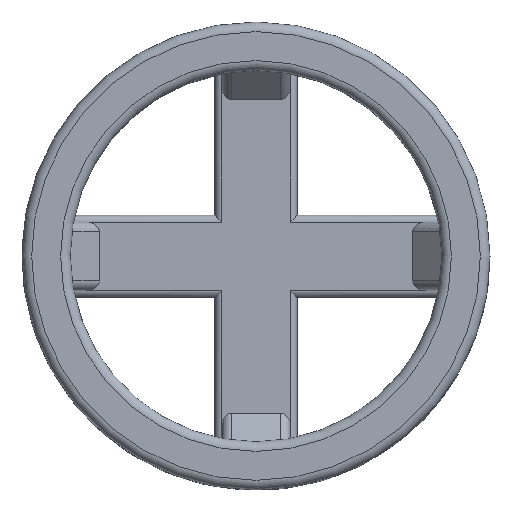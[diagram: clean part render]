
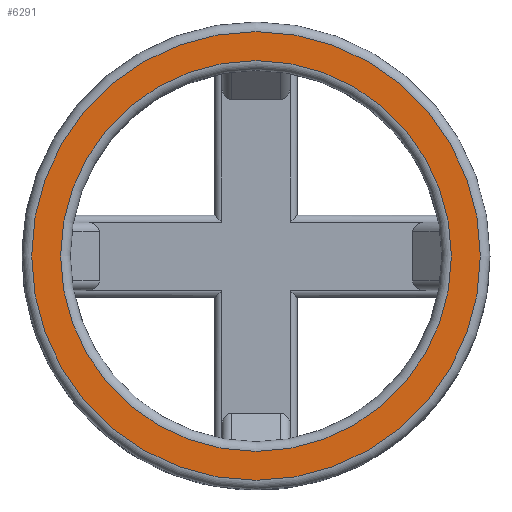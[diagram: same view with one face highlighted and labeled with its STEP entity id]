
A CAD part, top view. The second image highlights one B-rep face of the part: STEP entity #6291.
In plain terms, the highlighted planar face has unit normal (0, 0, 1).
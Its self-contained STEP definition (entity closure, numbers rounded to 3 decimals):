
#1203 = TOROIDAL_SURFACE('',#1204,20.25,1.);
#1204 = AXIS2_PLACEMENT_3D('',#1205,#1206,#1207);
#1205 = CARTESIAN_POINT('',(0.,0.,21.));
#1206 = DIRECTION('',(0.,0.,1.));
#1207 = DIRECTION('',(1.,0.,-0.));
#5050 = VERTEX_POINT('',#5051);
#5051 = CARTESIAN_POINT('',(20.25,0.,22.));
#5071 = EDGE_CURVE('',#5050,#5050,#5072,.T.);
#5072 = SURFACE_CURVE('',#5073,(#5078,#5085),.PCURVE_S1.);
#5073 = CIRCLE('',#5074,20.25);
#5074 = AXIS2_PLACEMENT_3D('',#5075,#5076,#5077);
#5075 = CARTESIAN_POINT('',(0.,0.,22.));
#5076 = DIRECTION('',(0.,0.,1.));
#5077 = DIRECTION('',(1.,0.,-0.));
#5078 = PCURVE('',#1203,#5079);
#5079 = DEFINITIONAL_REPRESENTATION('',(#5080),#5084);
#5080 = LINE('',#5081,#5082);
#5081 = CARTESIAN_POINT('',(0.,1.571));
#5082 = VECTOR('',#5083,1.);
#5083 = DIRECTION('',(1.,0.));
#5084 = ( GEOMETRIC_REPRESENTATION_CONTEXT(2) 
PARAMETRIC_REPRESENTATION_CONTEXT() REPRESENTATION_CONTEXT('2D SPACE',''
  ) );
#5085 = PCURVE('',#5086,#5091);
#5086 = PLANE('',#5087);
#5087 = AXIS2_PLACEMENT_3D('',#5088,#5089,#5090);
#5088 = CARTESIAN_POINT('',(0.,0.,22.)
  );
#5089 = DIRECTION('',(0.,0.,1.));
#5090 = DIRECTION('',(1.,0.,-0.));
#5091 = DEFINITIONAL_REPRESENTATION('',(#5092),#5096);
#5092 = CIRCLE('',#5093,20.25);
#5093 = AXIS2_PLACEMENT_2D('',#5094,#5095);
#5094 = CARTESIAN_POINT('',(0.,0.));
#5095 = DIRECTION('',(1.,0.));
#5096 = ( GEOMETRIC_REPRESENTATION_CONTEXT(2) 
PARAMETRIC_REPRESENTATION_CONTEXT() REPRESENTATION_CONTEXT('2D SPACE',''
  ) );
#6291 = ADVANCED_FACE('',(#6292,#6323),#5086,.T.);
#6292 = FACE_BOUND('',#6293,.T.);
#6293 = EDGE_LOOP('',(#6294));
#6294 = ORIENTED_EDGE('',*,*,#6295,.T.);
#6295 = EDGE_CURVE('',#6296,#6296,#6298,.T.);
#6296 = VERTEX_POINT('',#6297);
#6297 = CARTESIAN_POINT('',(23.25,0.,22.));
#6298 = SURFACE_CURVE('',#6299,(#6304,#6311),.PCURVE_S1.);
#6299 = CIRCLE('',#6300,23.25);
#6300 = AXIS2_PLACEMENT_3D('',#6301,#6302,#6303);
#6301 = CARTESIAN_POINT('',(0.,0.,22.));
#6302 = DIRECTION('',(0.,0.,1.));
#6303 = DIRECTION('',(1.,0.,-0.));
#6304 = PCURVE('',#5086,#6305);
#6305 = DEFINITIONAL_REPRESENTATION('',(#6306),#6310);
#6306 = CIRCLE('',#6307,23.25);
#6307 = AXIS2_PLACEMENT_2D('',#6308,#6309);
#6308 = CARTESIAN_POINT('',(0.,0.));
#6309 = DIRECTION('',(1.,0.));
#6310 = ( GEOMETRIC_REPRESENTATION_CONTEXT(2) 
PARAMETRIC_REPRESENTATION_CONTEXT() REPRESENTATION_CONTEXT('2D SPACE',''
  ) );
#6311 = PCURVE('',#6312,#6317);
#6312 = TOROIDAL_SURFACE('',#6313,23.25,1.);
#6313 = AXIS2_PLACEMENT_3D('',#6314,#6315,#6316);
#6314 = CARTESIAN_POINT('',(0.,0.,21.));
#6315 = DIRECTION('',(0.,0.,1.));
#6316 = DIRECTION('',(1.,0.,-0.));
#6317 = DEFINITIONAL_REPRESENTATION('',(#6318),#6322);
#6318 = LINE('',#6319,#6320);
#6319 = CARTESIAN_POINT('',(0.,1.571));
#6320 = VECTOR('',#6321,1.);
#6321 = DIRECTION('',(1.,0.));
#6322 = ( GEOMETRIC_REPRESENTATION_CONTEXT(2) 
PARAMETRIC_REPRESENTATION_CONTEXT() REPRESENTATION_CONTEXT('2D SPACE',''
  ) );
#6323 = FACE_BOUND('',#6324,.T.);
#6324 = EDGE_LOOP('',(#6325));
#6325 = ORIENTED_EDGE('',*,*,#5071,.F.);
